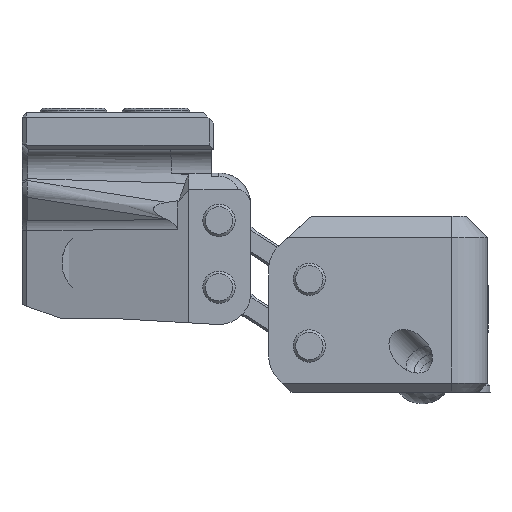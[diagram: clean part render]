
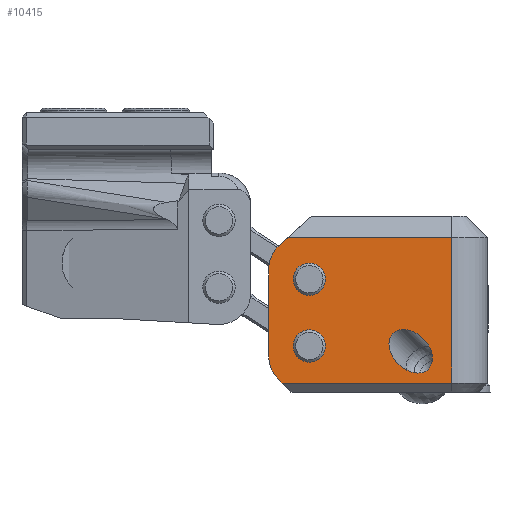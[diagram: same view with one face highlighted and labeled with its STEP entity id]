
A CAD part, left-side view. The second image highlights one B-rep face of the part: STEP entity #10415.
In plain terms, the highlighted face is planar.
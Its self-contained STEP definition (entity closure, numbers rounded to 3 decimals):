
#290=ELLIPSE('',#11273,2.255,1.6);
#646=CIRCLE('',#11271,1.45);
#647=CIRCLE('',#11272,1.45);
#648=CIRCLE('',#11274,2.85);
#649=CIRCLE('',#11275,3.);
#1663=ORIENTED_EDGE('',*,*,#4385,.F.);
#1664=ORIENTED_EDGE('',*,*,#4386,.F.);
#1665=ORIENTED_EDGE('',*,*,#4387,.F.);
#1666=ORIENTED_EDGE('',*,*,#4369,.F.);
#1667=ORIENTED_EDGE('',*,*,#4388,.F.);
#1668=ORIENTED_EDGE('',*,*,#4389,.F.);
#1669=ORIENTED_EDGE('',*,*,#4390,.T.);
#1670=ORIENTED_EDGE('',*,*,#4391,.T.);
#1671=ORIENTED_EDGE('',*,*,#4392,.T.);
#1672=ORIENTED_EDGE('',*,*,#4393,.T.);
#1673=ORIENTED_EDGE('',*,*,#4394,.T.);
#4369=EDGE_CURVE('',#5774,#5775,#6772,.T.);
#4385=EDGE_CURVE('',#5789,#5789,#646,.T.);
#4386=EDGE_CURVE('',#5790,#5790,#647,.T.);
#4387=EDGE_CURVE('',#5791,#5791,#290,.T.);
#4388=EDGE_CURVE('',#5792,#5774,#6780,.T.);
#4389=EDGE_CURVE('',#5793,#5792,#6781,.T.);
#4390=EDGE_CURVE('',#5793,#5794,#648,.T.);
#4391=EDGE_CURVE('',#5794,#5795,#6782,.T.);
#4392=EDGE_CURVE('',#5795,#5796,#649,.T.);
#4393=EDGE_CURVE('',#5796,#5797,#6783,.T.);
#4394=EDGE_CURVE('',#5797,#5775,#6784,.T.);
#5774=VERTEX_POINT('',#15549);
#5775=VERTEX_POINT('',#15551);
#5789=VERTEX_POINT('',#15584);
#5790=VERTEX_POINT('',#15586);
#5791=VERTEX_POINT('',#15588);
#5792=VERTEX_POINT('',#15590);
#5793=VERTEX_POINT('',#15592);
#5794=VERTEX_POINT('',#15594);
#5795=VERTEX_POINT('',#15596);
#5796=VERTEX_POINT('',#15598);
#5797=VERTEX_POINT('',#15600);
#6772=LINE('',#15550,#7722);
#6780=LINE('',#15589,#7730);
#6781=LINE('',#15591,#7731);
#6782=LINE('',#15595,#7732);
#6783=LINE('',#15599,#7733);
#6784=LINE('',#15601,#7734);
#7722=VECTOR('',#12704,1000.);
#7730=VECTOR('',#12740,1000.);
#7731=VECTOR('',#12741,1000.);
#7732=VECTOR('',#12744,1000.);
#7733=VECTOR('',#12747,1000.);
#7734=VECTOR('',#12748,1000.);
#8605=EDGE_LOOP('',(#1663));
#8606=EDGE_LOOP('',(#1664));
#8607=EDGE_LOOP('',(#1665));
#8608=EDGE_LOOP('',(#1666,#1667,#1668,#1669,#1670,#1671,#1672,#1673));
#9356=FACE_BOUND('',#8605,.T.);
#9357=FACE_BOUND('',#8606,.T.);
#9358=FACE_BOUND('',#8607,.T.);
#9359=FACE_BOUND('',#8608,.T.);
#10019=PLANE('',#11270);
#10415=ADVANCED_FACE('',(#9356,#9357,#9358,#9359),#10019,.T.);
#11270=AXIS2_PLACEMENT_3D('',#15582,#12732,#12733);
#11271=AXIS2_PLACEMENT_3D('',#15583,#12734,#12735);
#11272=AXIS2_PLACEMENT_3D('',#15585,#12736,#12737);
#11273=AXIS2_PLACEMENT_3D('',#15587,#12738,#12739);
#11274=AXIS2_PLACEMENT_3D('',#15593,#12742,#12743);
#11275=AXIS2_PLACEMENT_3D('',#15597,#12745,#12746);
#12704=DIRECTION('',(0.,0.,-1.));
#12732=DIRECTION('',(1.,0.,0.));
#12733=DIRECTION('',(0.,-1.,0.));
#12734=DIRECTION('',(1.,0.,0.));
#12735=DIRECTION('',(0.,1.,0.));
#12736=DIRECTION('',(1.,0.,0.));
#12737=DIRECTION('',(0.,1.,0.));
#12738=DIRECTION('',(1.,0.,0.));
#12739=DIRECTION('',(0.,0.705,-0.709));
#12740=DIRECTION('',(0.,1.,0.));
#12741=DIRECTION('',(0.,0.744,0.668));
#12742=DIRECTION('',(1.,0.,0.));
#12743=DIRECTION('',(0.,1.,0.));
#12744=DIRECTION('',(0.,0.,-1.));
#12745=DIRECTION('',(1.,0.,0.));
#12746=DIRECTION('',(0.,1.,0.));
#12747=DIRECTION('',(0.,0.707,-0.707));
#12748=DIRECTION('',(0.,1.,0.));
#15549=CARTESIAN_POINT('',(59.89,4.955,13.914));
#15550=CARTESIAN_POINT('',(59.89,4.955,15.4));
#15551=CARTESIAN_POINT('',(59.89,4.955,0.8));
#15582=CARTESIAN_POINT('',(59.89,1.007,15.4));
#15583=CARTESIAN_POINT('',(59.89,-7.84,4.134));
#15584=CARTESIAN_POINT('',(59.89,-6.39,4.134));
#15585=CARTESIAN_POINT('',(59.89,-7.84,10.134));
#15586=CARTESIAN_POINT('',(59.89,-6.39,10.134));
#15587=CARTESIAN_POINT('',(59.89,1.266,3.66));
#15588=CARTESIAN_POINT('',(59.89,2.856,2.06));
#15589=CARTESIAN_POINT('',(59.89,1.007,13.914));
#15590=CARTESIAN_POINT('',(59.89,-9.722,13.914));
#15591=CARTESIAN_POINT('',(59.89,-10.182,13.501));
#15592=CARTESIAN_POINT('',(59.89,-10.544,13.175));
#15593=CARTESIAN_POINT('',(59.89,-8.64,11.055));
#15594=CARTESIAN_POINT('',(59.89,-11.49,11.055));
#15595=CARTESIAN_POINT('',(59.89,-11.49,15.4));
#15596=CARTESIAN_POINT('',(59.89,-11.49,3.243));
#15597=CARTESIAN_POINT('',(59.89,-8.49,3.243));
#15598=CARTESIAN_POINT('',(59.89,-10.611,1.121));
#15599=CARTESIAN_POINT('',(59.89,-11.941,2.452));
#15600=CARTESIAN_POINT('',(59.89,-10.29,0.8));
#15601=CARTESIAN_POINT('',(59.89,4.955,0.8));
